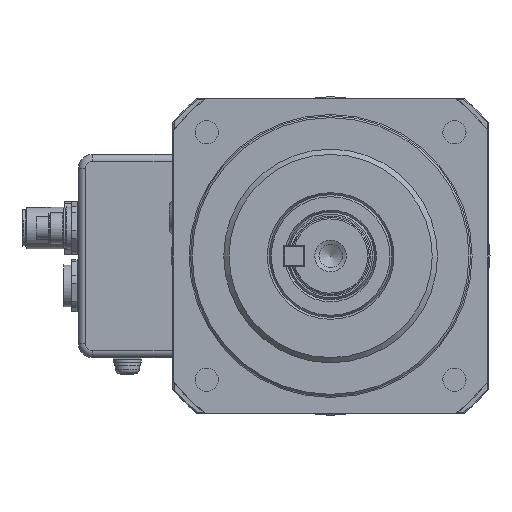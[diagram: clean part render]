
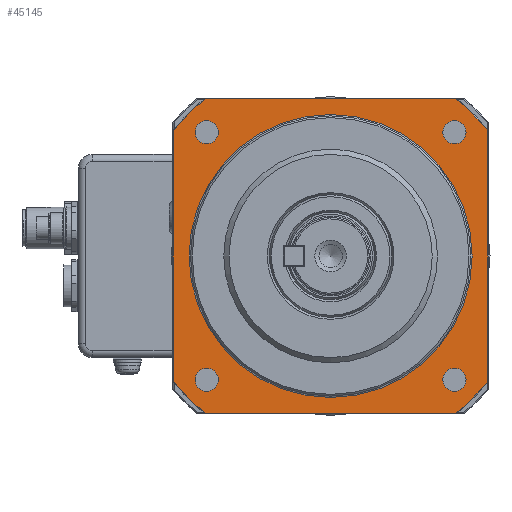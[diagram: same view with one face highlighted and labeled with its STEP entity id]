
A CAD part, left-side view. The second image highlights one B-rep face of the part: STEP entity #45145.
In plain terms, the highlighted face is planar.
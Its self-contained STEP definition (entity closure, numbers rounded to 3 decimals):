
#2526 = VERTEX_POINT ( 'NONE', #98529 ) ;
#4830 = ORIENTED_EDGE ( 'NONE', *, *, #86728, .T. ) ;
#6261 = VERTEX_POINT ( 'NONE', #168779 ) ;
#6392 = DIRECTION ( 'NONE',  ( 0., 0., 1. ) ) ;
#7482 = ORIENTED_EDGE ( 'NONE', *, *, #16079, .F. ) ;
#7981 = CARTESIAN_POINT ( 'NONE',  ( -44.9, -35.76, 0. ) ) ;
#9553 = VECTOR ( 'NONE', #38238, 1000. ) ;
#9558 = VERTEX_POINT ( 'NONE', #129760 ) ;
#10747 = DIRECTION ( 'NONE',  ( 1., 0., 0. ) ) ;
#12976 = EDGE_LOOP ( 'NONE', ( #114936, #79110, #115373, #91390, #41345, #122642, #129819, #93661 ) ) ;
#14725 = AXIS2_PLACEMENT_3D ( 'NONE', #77028, #144182, #130032 ) ;
#14921 = VERTEX_POINT ( 'NONE', #163982 ) ;
#15331 = EDGE_CURVE ( 'NONE', #6261, #2526, #30745, .T. ) ;
#15678 = EDGE_CURVE ( 'NONE', #83240, #83240, #16373, .T. ) ;
#16079 = EDGE_CURVE ( 'NONE', #30335, #30335, #100054, .T. ) ;
#16373 = CIRCLE ( 'NONE', #21155, 3.3 ) ;
#21155 = AXIS2_PLACEMENT_3D ( 'NONE', #141082, #154106, #118347 ) ;
#22301 = EDGE_CURVE ( 'NONE', #138305, #138305, #120876, .T. ) ;
#23177 = AXIS2_PLACEMENT_3D ( 'NONE', #33379, #71487, #58481 ) ;
#23206 = DIRECTION ( 'NONE',  ( 0., 0., 1. ) ) ;
#24326 = CARTESIAN_POINT ( 'NONE',  ( 0., 0., 0. ) ) ;
#24901 = EDGE_CURVE ( 'NONE', #44536, #44536, #125906, .T. ) ;
#28449 = EDGE_LOOP ( 'NONE', ( #164775 ) ) ;
#30335 = VERTEX_POINT ( 'NONE', #55635 ) ;
#30745 = CIRCLE ( 'NONE', #125943, 57.4 ) ;
#30838 = EDGE_CURVE ( 'NONE', #9558, #14921, #42678, .T. ) ;
#32568 = DIRECTION ( 'NONE',  ( 1., 0., 0. ) ) ;
#33379 = CARTESIAN_POINT ( 'NONE',  ( -35.355, -35.355, 0. ) ) ;
#33467 = EDGE_CURVE ( 'NONE', #2526, #159322, #64591, .T. ) ;
#35168 = CARTESIAN_POINT ( 'NONE',  ( 35.355, 35.355, 0. ) ) ;
#36255 = DIRECTION ( 'NONE',  ( 1., 0., 0. ) ) ;
#38238 = DIRECTION ( 'NONE',  ( 0., -1., 0. ) ) ;
#39419 = EDGE_CURVE ( 'NONE', #14921, #145686, #70400, .T. ) ;
#39830 = EDGE_CURVE ( 'NONE', #159322, #91102, #60158, .T. ) ;
#41345 = ORIENTED_EDGE ( 'NONE', *, *, #39830, .T. ) ;
#41955 = CARTESIAN_POINT ( 'NONE',  ( 40.4, 0., 0. ) ) ;
#42678 = CIRCLE ( 'NONE', #135707, 57.4 ) ;
#44536 = VERTEX_POINT ( 'NONE', #102421 ) ;
#45145 = ADVANCED_FACE ( 'NONE', ( #109698, #54583, #66796, #148310, #113769, #74969 ), #92385, .T. ) ;
#46050 = DIRECTION ( 'NONE',  ( 1., 0., 0. ) ) ;
#50467 = VECTOR ( 'NONE', #101085, 1000. ) ;
#50510 = DIRECTION ( 'NONE',  ( 1., 0., 0. ) ) ;
#51680 = AXIS2_PLACEMENT_3D ( 'NONE', #24326, #23206, #10747 ) ;
#53209 = DIRECTION ( 'NONE',  ( 1., 0., 0. ) ) ;
#54583 = FACE_OUTER_BOUND ( 'NONE', #12976, .T. ) ;
#55635 = CARTESIAN_POINT ( 'NONE',  ( -32.055, 35.355, 0. ) ) ;
#58481 = DIRECTION ( 'NONE',  ( 1., 0., 0. ) ) ;
#60158 = CIRCLE ( 'NONE', #51680, 57.4 ) ;
#62459 = EDGE_LOOP ( 'NONE', ( #4830 ) ) ;
#64591 = LINE ( 'NONE', #141274, #9553 ) ;
#65388 = EDGE_LOOP ( 'NONE', ( #129002 ) ) ;
#66796 = FACE_BOUND ( 'NONE', #28449, .T. ) ;
#68479 = CIRCLE ( 'NONE', #165012, 40.4 ) ;
#70400 = LINE ( 'NONE', #126458, #168180 ) ;
#70843 = DIRECTION ( 'NONE',  ( 1., 0., 0. ) ) ;
#71487 = DIRECTION ( 'NONE',  ( 0., 0., 1. ) ) ;
#73494 = AXIS2_PLACEMENT_3D ( 'NONE', #35168, #126288, #150150 ) ;
#74969 = FACE_BOUND ( 'NONE', #101132, .T. ) ;
#77028 = CARTESIAN_POINT ( 'NONE',  ( -49.39, -49.39, 0. ) ) ;
#79110 = ORIENTED_EDGE ( 'NONE', *, *, #124232, .T. ) ;
#83240 = VERTEX_POINT ( 'NONE', #146141 ) ;
#83246 = CARTESIAN_POINT ( 'NONE',  ( 0., 0., 0. ) ) ;
#85087 = LINE ( 'NONE', #125607, #50467 ) ;
#85566 = CARTESIAN_POINT ( 'NONE',  ( 35.76, 44.9, 0. ) ) ;
#86728 = EDGE_CURVE ( 'NONE', #101171, #101171, #68479, .T. ) ;
#91102 = VERTEX_POINT ( 'NONE', #122702 ) ;
#91390 = ORIENTED_EDGE ( 'NONE', *, *, #33467, .T. ) ;
#91920 = CARTESIAN_POINT ( 'NONE',  ( 0., 0., 0. ) ) ;
#92385 = PLANE ( 'NONE',  #14725 ) ;
#93661 = ORIENTED_EDGE ( 'NONE', *, *, #39419, .T. ) ;
#96449 = ORIENTED_EDGE ( 'NONE', *, *, #15678, .F. ) ;
#97307 = DIRECTION ( 'NONE',  ( 0., 0., 1. ) ) ;
#97861 = CARTESIAN_POINT ( 'NONE',  ( 0., 0., 0. ) ) ;
#98529 = CARTESIAN_POINT ( 'NONE',  ( -44.9, 35.76, 0. ) ) ;
#100054 = CIRCLE ( 'NONE', #132711, 3.3 ) ;
#101085 = DIRECTION ( 'NONE',  ( -1., 0., 0. ) ) ;
#101132 = EDGE_LOOP ( 'NONE', ( #7482 ) ) ;
#101171 = VERTEX_POINT ( 'NONE', #41955 ) ;
#102421 = CARTESIAN_POINT ( 'NONE',  ( 38.655, 35.355, 0. ) ) ;
#105034 = DIRECTION ( 'NONE',  ( 0., 0., 1. ) ) ;
#109698 = FACE_BOUND ( 'NONE', #62459, .T. ) ;
#113381 = DIRECTION ( 'NONE',  ( 0., 1., 0. ) ) ;
#113769 = FACE_BOUND ( 'NONE', #65388, .T. ) ;
#114936 = ORIENTED_EDGE ( 'NONE', *, *, #146239, .T. ) ;
#115373 = ORIENTED_EDGE ( 'NONE', *, *, #15331, .T. ) ;
#116719 = CARTESIAN_POINT ( 'NONE',  ( -32.055, -35.355, 0. ) ) ;
#118347 = DIRECTION ( 'NONE',  ( 1., 0., 0. ) ) ;
#120876 = CIRCLE ( 'NONE', #23177, 3.3 ) ;
#121619 = CARTESIAN_POINT ( 'NONE',  ( -35.355, 35.355, 0. ) ) ;
#122642 = ORIENTED_EDGE ( 'NONE', *, *, #133181, .T. ) ;
#122702 = CARTESIAN_POINT ( 'NONE',  ( -35.76, -44.9, 0. ) ) ;
#124232 = EDGE_CURVE ( 'NONE', #136641, #6261, #85087, .T. ) ;
#125607 = CARTESIAN_POINT ( 'NONE',  ( -49.39, 44.9, 0. ) ) ;
#125906 = CIRCLE ( 'NONE', #73494, 3.3 ) ;
#125943 = AXIS2_PLACEMENT_3D ( 'NONE', #97861, #97307, #46050 ) ;
#126288 = DIRECTION ( 'NONE',  ( 0., 0., 1. ) ) ;
#126458 = CARTESIAN_POINT ( 'NONE',  ( 44.9, -49.39, 0. ) ) ;
#127978 = DIRECTION ( 'NONE',  ( 0., 0., -1. ) ) ;
#128543 = CARTESIAN_POINT ( 'NONE',  ( 0., 0., 0. ) ) ;
#129002 = ORIENTED_EDGE ( 'NONE', *, *, #22301, .F. ) ;
#129760 = CARTESIAN_POINT ( 'NONE',  ( 35.76, -44.9, 0. ) ) ;
#129819 = ORIENTED_EDGE ( 'NONE', *, *, #30838, .T. ) ;
#130032 = DIRECTION ( 'NONE',  ( 1., 0., 0. ) ) ;
#131388 = EDGE_LOOP ( 'NONE', ( #96449 ) ) ;
#132711 = AXIS2_PLACEMENT_3D ( 'NONE', #121619, #134687, #70843 ) ;
#133181 = EDGE_CURVE ( 'NONE', #91102, #9558, #149726, .T. ) ;
#134687 = DIRECTION ( 'NONE',  ( 0., 0., 1. ) ) ;
#135707 = AXIS2_PLACEMENT_3D ( 'NONE', #83246, #6392, #32568 ) ;
#136641 = VERTEX_POINT ( 'NONE', #85566 ) ;
#137530 = VECTOR ( 'NONE', #36255, 1000. ) ;
#138305 = VERTEX_POINT ( 'NONE', #116719 ) ;
#141082 = CARTESIAN_POINT ( 'NONE',  ( 35.355, -35.355, 0. ) ) ;
#141274 = CARTESIAN_POINT ( 'NONE',  ( -44.9, -49.39, 0. ) ) ;
#144182 = DIRECTION ( 'NONE',  ( 0., 0., 1. ) ) ;
#145686 = VERTEX_POINT ( 'NONE', #167158 ) ;
#146141 = CARTESIAN_POINT ( 'NONE',  ( 38.655, -35.355, 0. ) ) ;
#146239 = EDGE_CURVE ( 'NONE', #145686, #136641, #156244, .T. ) ;
#148310 = FACE_BOUND ( 'NONE', #131388, .T. ) ;
#149726 = LINE ( 'NONE', #151211, #137530 ) ;
#150150 = DIRECTION ( 'NONE',  ( 1., 0., 0. ) ) ;
#151211 = CARTESIAN_POINT ( 'NONE',  ( -49.39, -44.9, 0. ) ) ;
#154106 = DIRECTION ( 'NONE',  ( 0., 0., 1. ) ) ;
#156244 = CIRCLE ( 'NONE', #166017, 57.4 ) ;
#159322 = VERTEX_POINT ( 'NONE', #7981 ) ;
#163982 = CARTESIAN_POINT ( 'NONE',  ( 44.9, -35.76, 0. ) ) ;
#164775 = ORIENTED_EDGE ( 'NONE', *, *, #24901, .F. ) ;
#165012 = AXIS2_PLACEMENT_3D ( 'NONE', #128543, #127978, #50510 ) ;
#166017 = AXIS2_PLACEMENT_3D ( 'NONE', #91920, #105034, #53209 ) ;
#167158 = CARTESIAN_POINT ( 'NONE',  ( 44.9, 35.76, 0. ) ) ;
#168180 = VECTOR ( 'NONE', #113381, 1000. ) ;
#168779 = CARTESIAN_POINT ( 'NONE',  ( -35.76, 44.9, 0. ) ) ;
